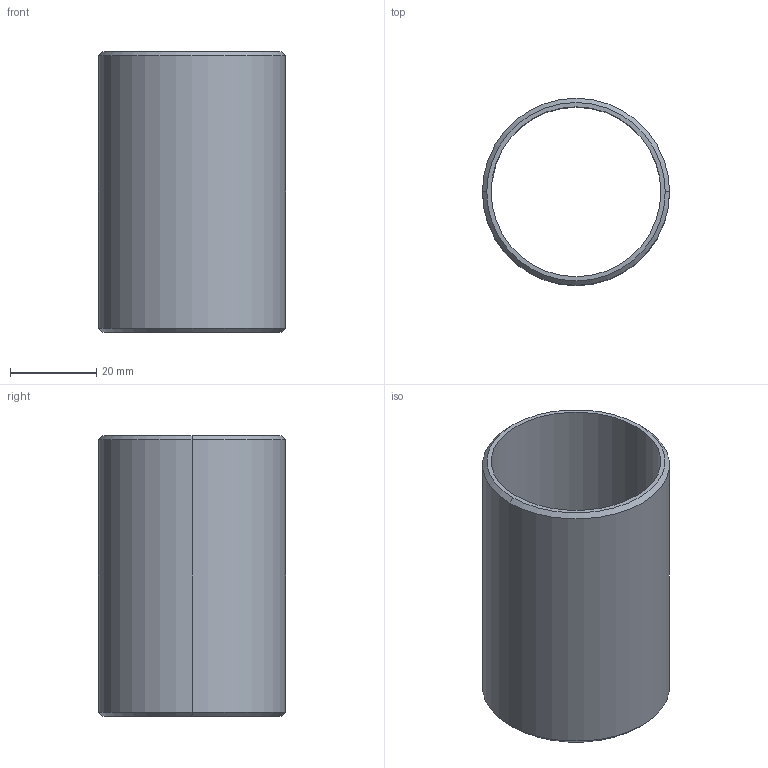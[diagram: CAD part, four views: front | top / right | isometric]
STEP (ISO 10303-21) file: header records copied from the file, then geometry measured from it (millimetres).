
FILE_DESCRIPTION (( 'STEP AP203' ), '1' );
FILE_NAME ('50114-240-25.step', '2019-07-10T10:00:49', ( '' ), ( '' ), 'SwSTEP 2.0', 'SolidWorks 2015', '' );
FILE_SCHEMA (( 'CONFIG_CONTROL_DESIGN' ));
Length unit declared in the file: millimetre
Products named in the file (1): 50114-240-25
Bounding box: 43.3 x 43.3 x 65 mm (x, y, z)
Volume: 16732.6 mm3; surface area: 17234.8 mm2
Topology: 1 solids, 1 shells, 268 faces, 733 edges, 476 vertices
Faces by surface type: plane 126, bspline 94, cylinder 44, cone 4
Entity records: 12434 total; most frequent: CARTESIAN_POINT 6266, ORIENTED_EDGE 1466, DIRECTION 953, EDGE_CURVE 733, VERTEX_POINT 476, LINE 371, VECTOR 371, AXIS2_PLACEMENT_3D 291
